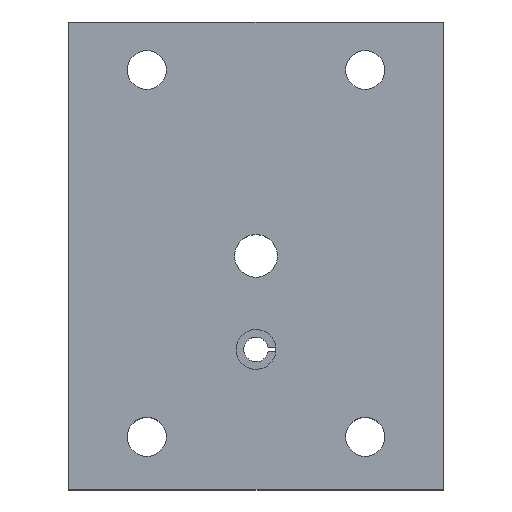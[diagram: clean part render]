
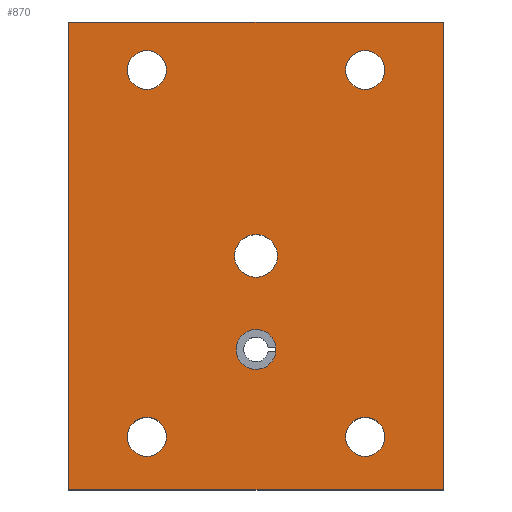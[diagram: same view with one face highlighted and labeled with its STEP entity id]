
A CAD part, top view. The second image highlights one B-rep face of the part: STEP entity #870.
In plain terms, the highlighted planar face has unit normal (0, 0, 1).
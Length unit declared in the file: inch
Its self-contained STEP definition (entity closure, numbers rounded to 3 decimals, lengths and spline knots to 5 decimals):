
#242=CARTESIAN_POINT('',(0.625,0.26875,0.75));
#243=VERTEX_POINT('',#242);
#259=CARTESIAN_POINT('',(0.625,0.58125,0.75));
#260=VERTEX_POINT('',#259);
#267=CARTESIAN_POINT('',(0.625,0.425,0.75));
#268=DIRECTION('',(0.0,0.0,-1.0));
#269=DIRECTION('',(0.0,-1.0,0.0));
#270=AXIS2_PLACEMENT_3D('',#267,#268,#269);
#271=CIRCLE('',#270,0.15625);
#272=EDGE_CURVE('',#243,#260,#271,.T.);
#284=CARTESIAN_POINT('',(2.375,0.26875,0.75));
#285=VERTEX_POINT('',#284);
#301=CARTESIAN_POINT('',(2.375,0.58125,0.75));
#302=VERTEX_POINT('',#301);
#309=CARTESIAN_POINT('',(2.375,0.425,0.75));
#310=DIRECTION('',(0.0,0.0,-1.0));
#311=DIRECTION('',(0.0,-1.0,0.0));
#312=AXIS2_PLACEMENT_3D('',#309,#310,#311);
#313=CIRCLE('',#312,0.15625);
#314=EDGE_CURVE('',#285,#302,#313,.T.);
#326=CARTESIAN_POINT('',(2.375,3.20875,0.75));
#327=VERTEX_POINT('',#326);
#343=CARTESIAN_POINT('',(2.375,3.52125,0.75));
#344=VERTEX_POINT('',#343);
#351=CARTESIAN_POINT('',(2.375,3.365,0.75));
#352=DIRECTION('',(0.0,0.0,-1.0));
#353=DIRECTION('',(0.0,-1.0,0.0));
#354=AXIS2_PLACEMENT_3D('',#351,#352,#353);
#355=CIRCLE('',#354,0.15625);
#356=EDGE_CURVE('',#327,#344,#355,.T.);
#368=CARTESIAN_POINT('',(0.625,3.20875,0.75));
#369=VERTEX_POINT('',#368);
#385=CARTESIAN_POINT('',(0.625,3.52125,0.75));
#386=VERTEX_POINT('',#385);
#393=CARTESIAN_POINT('',(0.625,3.365,0.75));
#394=DIRECTION('',(0.0,0.0,-1.0));
#395=DIRECTION('',(0.0,-1.0,0.0));
#396=AXIS2_PLACEMENT_3D('',#393,#394,#395);
#397=CIRCLE('',#396,0.15625);
#398=EDGE_CURVE('',#369,#386,#397,.T.);
#410=CARTESIAN_POINT('',(1.5,1.704,0.75));
#411=VERTEX_POINT('',#410);
#427=CARTESIAN_POINT('',(1.5,2.046,0.75));
#428=VERTEX_POINT('',#427);
#435=CARTESIAN_POINT('',(1.5,1.875,0.75));
#436=DIRECTION('',(0.0,0.0,-1.0));
#437=DIRECTION('',(0.0,-1.0,0.0));
#438=AXIS2_PLACEMENT_3D('',#435,#436,#437);
#439=CIRCLE('',#438,0.171);
#440=EDGE_CURVE('',#411,#428,#439,.T.);
#494=CARTESIAN_POINT('',(1.5,0.969,0.75));
#495=VERTEX_POINT('',#494);
#511=CARTESIAN_POINT('',(1.5,1.281,0.75));
#512=VERTEX_POINT('',#511);
#519=CARTESIAN_POINT('',(1.5,1.125,0.75));
#520=DIRECTION('',(0.0,0.0,-1.0));
#521=DIRECTION('',(0.0,-1.0,0.0));
#522=AXIS2_PLACEMENT_3D('',#519,#520,#521);
#523=CIRCLE('',#522,0.156);
#524=EDGE_CURVE('',#495,#512,#523,.T.);
#535=CARTESIAN_POINT('',(1.5,1.125,0.75));
#536=DIRECTION('',(0.0,0.0,-1.0));
#537=DIRECTION('',(0.0,-1.0,0.0));
#538=AXIS2_PLACEMENT_3D('',#535,#536,#537);
#539=CIRCLE('',#538,0.156);
#540=EDGE_CURVE('',#512,#495,#539,.T.);
#603=CARTESIAN_POINT('',(1.5,1.875,0.75));
#604=DIRECTION('',(0.0,0.0,-1.0));
#605=DIRECTION('',(0.0,-1.0,0.0));
#606=AXIS2_PLACEMENT_3D('',#603,#604,#605);
#607=CIRCLE('',#606,0.171);
#608=EDGE_CURVE('',#428,#411,#607,.T.);
#621=CARTESIAN_POINT('',(0.625,3.365,0.75));
#622=DIRECTION('',(0.0,0.0,-1.0));
#623=DIRECTION('',(0.0,-1.0,0.0));
#624=AXIS2_PLACEMENT_3D('',#621,#622,#623);
#625=CIRCLE('',#624,0.15625);
#626=EDGE_CURVE('',#386,#369,#625,.T.);
#645=CARTESIAN_POINT('',(2.375,3.365,0.75));
#646=DIRECTION('',(0.0,0.0,-1.0));
#647=DIRECTION('',(0.0,-1.0,0.0));
#648=AXIS2_PLACEMENT_3D('',#645,#646,#647);
#649=CIRCLE('',#648,0.15625);
#650=EDGE_CURVE('',#344,#327,#649,.T.);
#669=CARTESIAN_POINT('',(2.375,0.425,0.75));
#670=DIRECTION('',(0.0,0.0,-1.0));
#671=DIRECTION('',(0.0,-1.0,0.0));
#672=AXIS2_PLACEMENT_3D('',#669,#670,#671);
#673=CIRCLE('',#672,0.15625);
#674=EDGE_CURVE('',#302,#285,#673,.T.);
#693=CARTESIAN_POINT('',(0.625,0.425,0.75));
#694=DIRECTION('',(0.0,0.0,-1.0));
#695=DIRECTION('',(0.0,-1.0,0.0));
#696=AXIS2_PLACEMENT_3D('',#693,#694,#695);
#697=CIRCLE('',#696,0.15625);
#698=EDGE_CURVE('',#260,#243,#697,.T.);
#716=CARTESIAN_POINT('',(3.0,0.0,0.75));
#717=VERTEX_POINT('',#716);
#718=CARTESIAN_POINT('',(0.0,0.,0.75));
#719=VERTEX_POINT('',#718);
#720=CARTESIAN_POINT('',(3.0,0.0,0.75));
#721=DIRECTION('',(-1.0,0.0,0.0));
#722=VECTOR('',#721,3.0);
#723=LINE('',#720,#722);
#724=EDGE_CURVE('',#717,#719,#723,.T.);
#756=CARTESIAN_POINT('',(0.,3.75,0.75));
#757=VERTEX_POINT('',#756);
#758=CARTESIAN_POINT('',(0.0,0.,0.75));
#759=DIRECTION('',(0.0,1.0,0.0));
#760=VECTOR('',#759,3.75);
#761=LINE('',#758,#760);
#762=EDGE_CURVE('',#719,#757,#761,.T.);
#787=CARTESIAN_POINT('',(3.,3.75,0.75));
#788=VERTEX_POINT('',#787);
#789=CARTESIAN_POINT('',(0.,3.75,0.75));
#790=DIRECTION('',(1.0,0.0,0.0));
#791=VECTOR('',#790,3.0);
#792=LINE('',#789,#791);
#793=EDGE_CURVE('',#757,#788,#792,.T.);
#818=CARTESIAN_POINT('',(3.,3.75,0.75));
#819=DIRECTION('',(0.0,-1.0,0.0));
#820=VECTOR('',#819,3.75);
#821=LINE('',#818,#820);
#822=EDGE_CURVE('',#788,#717,#821,.T.);
#835=CARTESIAN_POINT('',(3.0,0.0,0.75));
#836=DIRECTION('',(0.0,0.0,1.0));
#837=DIRECTION('',(0.0,1.0,0.0));
#838=AXIS2_PLACEMENT_3D('',#835,#836,#837);
#839=PLANE('',#838);
#840=ORIENTED_EDGE('',*,*,#724,.F.);
#841=ORIENTED_EDGE('',*,*,#822,.F.);
#842=ORIENTED_EDGE('',*,*,#793,.F.);
#843=ORIENTED_EDGE('',*,*,#762,.F.);
#844=EDGE_LOOP('',(#840,#841,#842,#843));
#845=FACE_OUTER_BOUND('',#844,.T.);
#846=ORIENTED_EDGE('',*,*,#524,.T.);
#847=ORIENTED_EDGE('',*,*,#540,.T.);
#848=EDGE_LOOP('',(#846,#847));
#849=FACE_BOUND('',#848,.T.);
#850=ORIENTED_EDGE('',*,*,#440,.T.);
#851=ORIENTED_EDGE('',*,*,#608,.T.);
#852=EDGE_LOOP('',(#850,#851));
#853=FACE_BOUND('',#852,.T.);
#854=ORIENTED_EDGE('',*,*,#398,.T.);
#855=ORIENTED_EDGE('',*,*,#626,.T.);
#856=EDGE_LOOP('',(#854,#855));
#857=FACE_BOUND('',#856,.T.);
#858=ORIENTED_EDGE('',*,*,#356,.T.);
#859=ORIENTED_EDGE('',*,*,#650,.T.);
#860=EDGE_LOOP('',(#858,#859));
#861=FACE_BOUND('',#860,.T.);
#862=ORIENTED_EDGE('',*,*,#314,.T.);
#863=ORIENTED_EDGE('',*,*,#674,.T.);
#864=EDGE_LOOP('',(#862,#863));
#865=FACE_BOUND('',#864,.T.);
#866=ORIENTED_EDGE('',*,*,#272,.T.);
#867=ORIENTED_EDGE('',*,*,#698,.T.);
#868=EDGE_LOOP('',(#866,#867));
#869=FACE_BOUND('',#868,.T.);
#870=ADVANCED_FACE('',(#845,#849,#853,#857,#861,#865,#869),#839,.T.);
